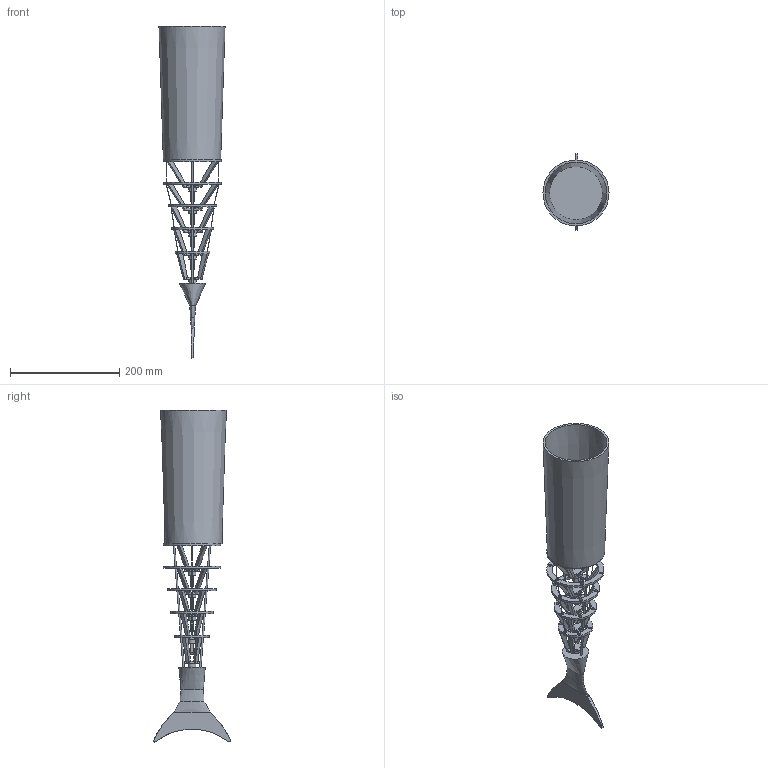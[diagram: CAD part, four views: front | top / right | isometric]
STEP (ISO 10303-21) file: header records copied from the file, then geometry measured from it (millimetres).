
FILE_DESCRIPTION(/* description */ (''),/* implementation_level */ '2;1');
FILE_NAME(/* name */ 'Tail.step',/* time_stamp */ '2022-10-13T13:47:55+05:30',/* author */ (''),/* organization */ (''),/* preprocessor_version */ 'ST-DEVELOPER v19',/* originating_system */ 'Autodesk Translation Framework v11.7.0.108',/* authorisation */ '');
FILE_SCHEMA (('AUTOMOTIVE_DESIGN { 1 0 10303 214 3 1 1 }'));
Length unit declared in the file: millimetre
Products named in the file (17): Robotic Tail  6; Fish Body tail part v1; Component2; P2 v3; P3 v1; P4 v1; P5 v1; P6 v1; Component3; Component4; Component5; Component6; Component7; Component8; Component9; Tail; Component17
Assembly tree (16 placements, depth 3):
  Robotic Tail  6
    Fish Body tail part v1
      Component2
      P2 v3
      P3 v1
      P4 v1
      P5 v1
      P6 v1
      Component3
      Component4
      Component5
      Component6
      Component7
      Component8
      Component9
      Tail
    Component17
Bounding box: 121 x 140.25 x 607.93 mm (x, y, z)
Volume: 550199.3 mm3; surface area: 283217.4 mm2
Topology: 22 solids, 22 shells, 347 faces, 887 edges, 596 vertices
Faces by surface type: plane 193, cylinder 105, cone 42, bspline 7
Full cylindrical faces by diameter (mm): 0.276 x8, 2.763 x2, 4.836 x8, 5.526 x30, 13.816 x5, 44.211 x1, 58.026 x1, 63.553 x1, 69.079 x1, 77.368 x1, 85.658 x2, 88.421 x1, 105 x2
Entity records: 11853 total; most frequent: CARTESIAN_POINT 2899, DIRECTION 1778, ORIENTED_EDGE 1774, EDGE_CURVE 887, AXIS2_PLACEMENT_3D 660, VERTEX_POINT 596, LINE 458, VECTOR 458
